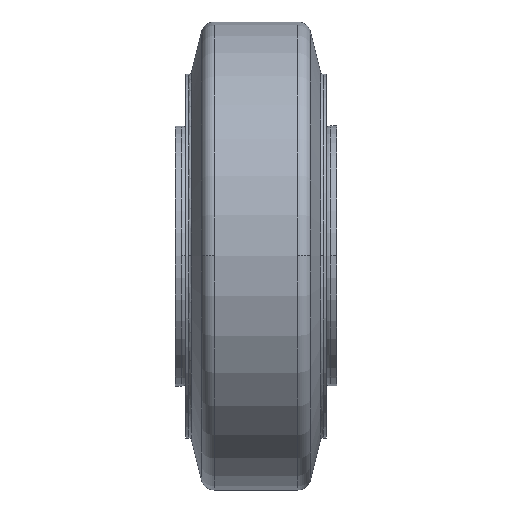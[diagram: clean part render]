
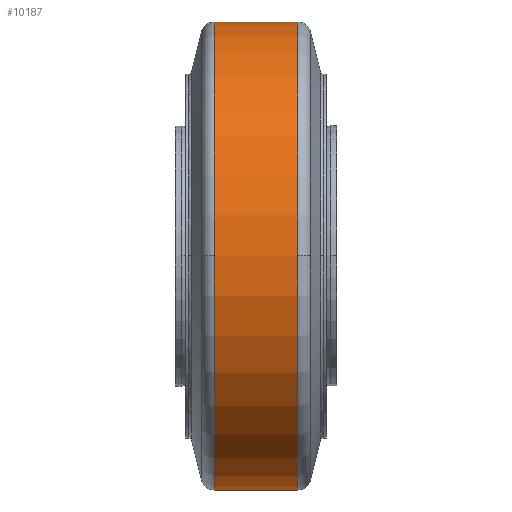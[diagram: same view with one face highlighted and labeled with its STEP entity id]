
A CAD part, top view. The second image highlights one B-rep face of the part: STEP entity #10187.
In plain terms, the highlighted cylindrical face has radius 114.3 mm (diameter 228.6 mm), a partial arc.
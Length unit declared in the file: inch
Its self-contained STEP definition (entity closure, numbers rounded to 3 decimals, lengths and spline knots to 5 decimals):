
#10092=CARTESIAN_POINT('',(0.80481,2.49745,0.0));
#10093=VERTEX_POINT('',#10092);
#10101=CARTESIAN_POINT('',(0.80481,-2.00255,4.5));
#10102=VERTEX_POINT('',#10101);
#10103=CARTESIAN_POINT('',(0.80481,-2.00255,0.0));
#10104=DIRECTION('',(1.0,0.0,0.0));
#10105=DIRECTION('',(0.0,-1.0,0.0));
#10106=AXIS2_PLACEMENT_3D('',#10103,#10104,#10105);
#10107=CIRCLE('',#10106,4.5);
#10108=EDGE_CURVE('',#10093,#10102,#10107,.T.);
#10138=CARTESIAN_POINT('',(0.0,-2.00255,0.0));
#10139=DIRECTION('',(1.0,0.0,0.0));
#10140=DIRECTION('',(0.0,1.0,0.0));
#10141=AXIS2_PLACEMENT_3D('',#10138,#10139,#10140);
#10142=CYLINDRICAL_SURFACE('',#10141,4.5);
#10143=CARTESIAN_POINT('',(-0.80481,2.49745,0.0));
#10144=VERTEX_POINT('',#10143);
#10145=CARTESIAN_POINT('',(-0.80481,2.49745,0.0));
#10146=DIRECTION('',(1.0,0.0,0.0));
#10147=VECTOR('',#10146,1.60961);
#10148=LINE('',#10145,#10147);
#10149=EDGE_CURVE('',#10144,#10093,#10148,.T.);
#10150=ORIENTED_EDGE('',*,*,#10149,.F.);
#10151=CARTESIAN_POINT('',(-0.80481,-2.00255,4.5));
#10152=VERTEX_POINT('',#10151);
#10153=CARTESIAN_POINT('',(-0.80481,-2.00255,0.0));
#10154=DIRECTION('',(-1.0,0.0,0.0));
#10155=DIRECTION('',(0.0,-1.0,0.0));
#10156=AXIS2_PLACEMENT_3D('',#10153,#10154,#10155);
#10157=CIRCLE('',#10156,4.5);
#10158=EDGE_CURVE('',#10152,#10144,#10157,.T.);
#10159=ORIENTED_EDGE('',*,*,#10158,.F.);
#10160=CARTESIAN_POINT('',(-0.80481,-6.50255,0.));
#10161=VERTEX_POINT('',#10160);
#10162=CARTESIAN_POINT('',(-0.80481,-2.00255,0.0));
#10163=DIRECTION('',(-1.0,0.0,0.0));
#10164=DIRECTION('',(0.0,-1.0,0.0));
#10165=AXIS2_PLACEMENT_3D('',#10162,#10163,#10164);
#10166=CIRCLE('',#10165,4.5);
#10167=EDGE_CURVE('',#10161,#10152,#10166,.T.);
#10168=ORIENTED_EDGE('',*,*,#10167,.F.);
#10169=CARTESIAN_POINT('',(0.80481,-6.50255,0.));
#10170=VERTEX_POINT('',#10169);
#10171=CARTESIAN_POINT('',(0.80481,-6.50255,0.));
#10172=DIRECTION('',(-1.0,0.0,0.0));
#10173=VECTOR('',#10172,1.60961);
#10174=LINE('',#10171,#10173);
#10175=EDGE_CURVE('',#10170,#10161,#10174,.T.);
#10176=ORIENTED_EDGE('',*,*,#10175,.F.);
#10177=CARTESIAN_POINT('',(0.80481,-2.00255,0.0));
#10178=DIRECTION('',(1.0,0.0,0.0));
#10179=DIRECTION('',(0.0,-1.0,0.0));
#10180=AXIS2_PLACEMENT_3D('',#10177,#10178,#10179);
#10181=CIRCLE('',#10180,4.5);
#10182=EDGE_CURVE('',#10102,#10170,#10181,.T.);
#10183=ORIENTED_EDGE('',*,*,#10182,.F.);
#10184=ORIENTED_EDGE('',*,*,#10108,.F.);
#10185=EDGE_LOOP('',(#10150,#10159,#10168,#10176,#10183,#10184));
#10186=FACE_OUTER_BOUND('',#10185,.T.);
#10187=ADVANCED_FACE('',(#10186),#10142,.T.);
